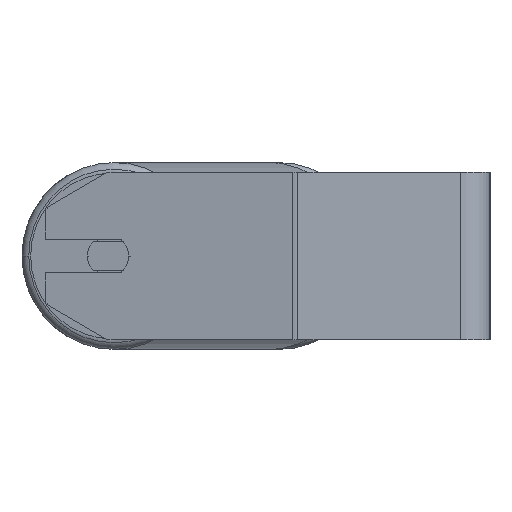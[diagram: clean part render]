
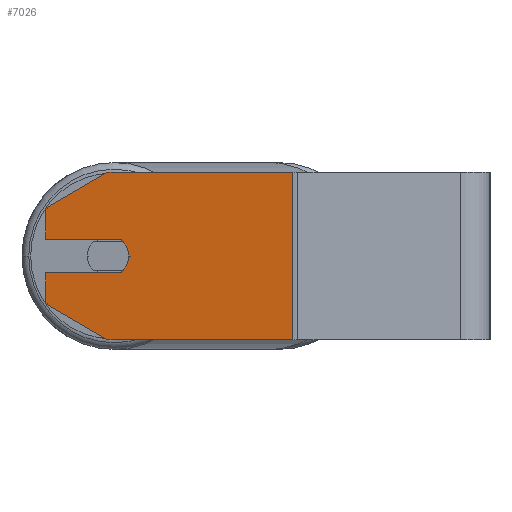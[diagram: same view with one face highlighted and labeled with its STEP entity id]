
A CAD part, left-side view. The second image highlights one B-rep face of the part: STEP entity #7026.
In plain terms, the highlighted planar face has unit normal (-0.985, 0.174, 0).
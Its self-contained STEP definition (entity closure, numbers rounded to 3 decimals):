
#13 = LINE ( 'NONE', #4733, #1012 ) ;
#60 = DIRECTION ( 'NONE',  ( 0., 0., -1. ) ) ;
#119 = VECTOR ( 'NONE', #4441, 1000. ) ;
#180 = LINE ( 'NONE', #8277, #8202 ) ;
#183 = CIRCLE ( 'NONE', #6675, 10. ) ;
#441 = ORIENTED_EDGE ( 'NONE', *, *, #3529, .T. ) ;
#523 = DIRECTION ( 'NONE',  ( 0.15, 0.853, -0.5 ) ) ;
#615 = CARTESIAN_POINT ( 'NONE',  ( -679.057, 211.457, 40. ) ) ;
#914 = ORIENTED_EDGE ( 'NONE', *, *, #6645, .T. ) ;
#1012 = VECTOR ( 'NONE', #60, 1000. ) ;
#1140 = DIRECTION ( 'NONE',  ( -0.174, -0.985, 0. ) ) ;
#1347 = DIRECTION ( 'NONE',  ( -0.174, -0.985, 0. ) ) ;
#1513 = CARTESIAN_POINT ( 'NONE',  ( -699.787, 93.892, 40. ) ) ;
#1628 = DIRECTION ( 'NONE',  ( -0.985, 0.174, 0. ) ) ;
#1729 = VECTOR ( 'NONE', #2022, 1000. ) ;
#1757 = VERTEX_POINT ( 'NONE', #7121 ) ;
#1877 = VECTOR ( 'NONE', #8501, 1000. ) ;
#2022 = DIRECTION ( 'NONE',  ( -0.174, -0.985, 0. ) ) ;
#2206 = EDGE_CURVE ( 'NONE', #7044, #5744, #6399, .T. ) ;
#2236 = VERTEX_POINT ( 'NONE', #7194 ) ;
#2352 = CARTESIAN_POINT ( 'NONE',  ( -679.057, 211.457, -22.679 ) ) ;
#2465 = CARTESIAN_POINT ( 'NONE',  ( -684.267, 181.913, 0. ) ) ;
#2526 = ORIENTED_EDGE ( 'NONE', *, *, #3629, .F. ) ;
#2618 = LINE ( 'NONE', #4781, #7340 ) ;
#2741 = CARTESIAN_POINT ( 'NONE',  ( -679.057, 211.457, 8. ) ) ;
#2743 = VERTEX_POINT ( 'NONE', #4060 ) ;
#2768 = PLANE ( 'NONE',  #3261 ) ;
#3062 = CARTESIAN_POINT ( 'NONE',  ( -679.057, 211.457, -40. ) ) ;
#3064 = VERTEX_POINT ( 'NONE', #8672 ) ;
#3243 = CIRCLE ( 'NONE', #4378, 10. ) ;
#3261 = AXIS2_PLACEMENT_3D ( 'NONE', #3651, #6366, #6945 ) ;
#3336 = LINE ( 'NONE', #615, #1729 ) ;
#3529 = EDGE_CURVE ( 'NONE', #6474, #7044, #2618, .T. ) ;
#3624 = LINE ( 'NONE', #1513, #5207 ) ;
#3629 = EDGE_CURVE ( 'NONE', #2236, #5744, #3624, .T. ) ;
#3630 = ORIENTED_EDGE ( 'NONE', *, *, #7323, .F. ) ;
#3651 = CARTESIAN_POINT ( 'NONE',  ( -679.057, 211.457, 40. ) ) ;
#4060 = CARTESIAN_POINT ( 'NONE',  ( -679.057, 211.457, -8. ) ) ;
#4175 = VERTEX_POINT ( 'NONE', #6630 ) ;
#4298 = DIRECTION ( 'NONE',  ( 0., 0., -1. ) ) ;
#4335 = EDGE_CURVE ( 'NONE', #1757, #5186, #180, .T. ) ;
#4378 = AXIS2_PLACEMENT_3D ( 'NONE', #2465, #1628, #1140 ) ;
#4407 = VECTOR ( 'NONE', #1347, 1000. ) ;
#4441 = DIRECTION ( 'NONE',  ( -0.174, -0.985, 0. ) ) ;
#4457 = LINE ( 'NONE', #4624, #1877 ) ;
#4510 = EDGE_LOOP ( 'NONE', ( #5539, #5288, #5147, #441, #5454, #2526, #3630, #6037, #914, #5789, #7006 ) ) ;
#4572 = EDGE_CURVE ( 'NONE', #6343, #3064, #3243, .T. ) ;
#4624 = CARTESIAN_POINT ( 'NONE',  ( -679.057, 211.457, 40. ) ) ;
#4733 = CARTESIAN_POINT ( 'NONE',  ( -679.057, 211.457, 40. ) ) ;
#4754 = CARTESIAN_POINT ( 'NONE',  ( -684.267, 181.913, 0. ) ) ;
#4781 = CARTESIAN_POINT ( 'NONE',  ( -684.267, 181.913, -40. ) ) ;
#5147 = ORIENTED_EDGE ( 'NONE', *, *, #8423, .T. ) ;
#5186 = VERTEX_POINT ( 'NONE', #2741 ) ;
#5207 = VECTOR ( 'NONE', #4298, 1000. ) ;
#5288 = ORIENTED_EDGE ( 'NONE', *, *, #6269, .F. ) ;
#5378 = DIRECTION ( 'NONE',  ( -0.985, 0.174, 0. ) ) ;
#5432 = DIRECTION ( 'NONE',  ( 0.174, 0.985, 0. ) ) ;
#5451 = DIRECTION ( 'NONE',  ( -0.15, -0.853, -0.5 ) ) ;
#5454 = ORIENTED_EDGE ( 'NONE', *, *, #2206, .T. ) ;
#5539 = ORIENTED_EDGE ( 'NONE', *, *, #4572, .F. ) ;
#5744 = VERTEX_POINT ( 'NONE', #7876 ) ;
#5789 = ORIENTED_EDGE ( 'NONE', *, *, #4335, .F. ) ;
#6037 = ORIENTED_EDGE ( 'NONE', *, *, #7278, .T. ) ;
#6269 = EDGE_CURVE ( 'NONE', #2743, #6343, #6874, .T. ) ;
#6343 = VERTEX_POINT ( 'NONE', #6834 ) ;
#6366 = DIRECTION ( 'NONE',  ( 0.985, -0.174, 0. ) ) ;
#6399 = LINE ( 'NONE', #3062, #119 ) ;
#6474 = VERTEX_POINT ( 'NONE', #2352 ) ;
#6584 = CARTESIAN_POINT ( 'NONE',  ( -679.057, 211.457, 22.679 ) ) ;
#6630 = CARTESIAN_POINT ( 'NONE',  ( -684.267, 181.913, 40. ) ) ;
#6645 = EDGE_CURVE ( 'NONE', #7550, #5186, #13, .T. ) ;
#6675 = AXIS2_PLACEMENT_3D ( 'NONE', #4754, #5378, #7465 ) ;
#6834 = CARTESIAN_POINT ( 'NONE',  ( -685.309, 176.004, -8. ) ) ;
#6874 = LINE ( 'NONE', #7547, #4407 ) ;
#6886 = CARTESIAN_POINT ( 'NONE',  ( -679.057, 211.457, 22.679 ) ) ;
#6945 = DIRECTION ( 'NONE',  ( 0.174, 0.985, 0. ) ) ;
#7006 = ORIENTED_EDGE ( 'NONE', *, *, #7376, .F. ) ;
#7026 = ADVANCED_FACE ( 'NONE', ( #7474 ), #2768, .F. ) ;
#7044 = VERTEX_POINT ( 'NONE', #7699 ) ;
#7121 = CARTESIAN_POINT ( 'NONE',  ( -685.309, 176.004, 8. ) ) ;
#7194 = CARTESIAN_POINT ( 'NONE',  ( -699.787, 93.892, 40. ) ) ;
#7278 = EDGE_CURVE ( 'NONE', #4175, #7550, #7834, .T. ) ;
#7323 = EDGE_CURVE ( 'NONE', #4175, #2236, #3336, .T. ) ;
#7340 = VECTOR ( 'NONE', #5451, 1000. ) ;
#7376 = EDGE_CURVE ( 'NONE', #3064, #1757, #183, .T. ) ;
#7465 = DIRECTION ( 'NONE',  ( -0.174, -0.985, 0. ) ) ;
#7474 = FACE_OUTER_BOUND ( 'NONE', #4510, .T. ) ;
#7526 = VECTOR ( 'NONE', #523, 1000. ) ;
#7547 = CARTESIAN_POINT ( 'NONE',  ( -685.309, 176.004, -8. ) ) ;
#7550 = VERTEX_POINT ( 'NONE', #6886 ) ;
#7699 = CARTESIAN_POINT ( 'NONE',  ( -684.267, 181.913, -40. ) ) ;
#7834 = LINE ( 'NONE', #6584, #7526 ) ;
#7876 = CARTESIAN_POINT ( 'NONE',  ( -699.787, 93.892, -40. ) ) ;
#8202 = VECTOR ( 'NONE', #5432, 1000. ) ;
#8277 = CARTESIAN_POINT ( 'NONE',  ( -685.309, 176.004, 8. ) ) ;
#8423 = EDGE_CURVE ( 'NONE', #2743, #6474, #4457, .T. ) ;
#8501 = DIRECTION ( 'NONE',  ( 0., 0., -1. ) ) ;
#8672 = CARTESIAN_POINT ( 'NONE',  ( -686.003, 172.065, 0. ) ) ;
